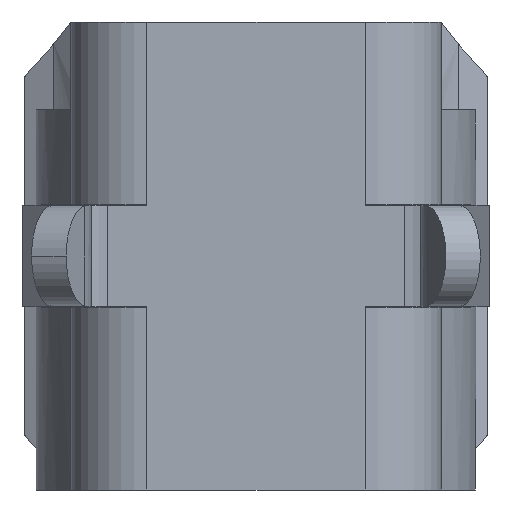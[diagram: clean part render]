
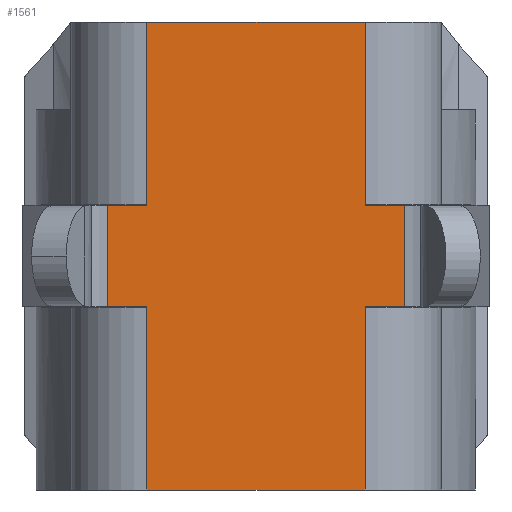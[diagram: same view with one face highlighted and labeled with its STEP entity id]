
A CAD part, front view. The second image highlights one B-rep face of the part: STEP entity #1561.
In plain terms, the highlighted planar face has unit normal (0, -1, 0).
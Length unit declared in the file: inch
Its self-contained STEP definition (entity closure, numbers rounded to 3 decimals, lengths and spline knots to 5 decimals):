
#5 = CARTESIAN_POINT ( 'NONE',  ( 0.046, 0., 0. ) ) ;
#50 = CARTESIAN_POINT ( 'NONE',  ( 0.046, 0., 0.12 ) ) ;
#75 = DIRECTION ( 'NONE',  ( 0., 0., -1. ) ) ;
#84 = VECTOR ( 'NONE', #3916, 39.37008 ) ;
#91 = VERTEX_POINT ( 'NONE', #2323 ) ;
#127 = CARTESIAN_POINT ( 'NONE',  ( 0.046, 0., 0.12 ) ) ;
#139 = LINE ( 'NONE', #3159, #3583 ) ;
#270 = LINE ( 'NONE', #1750, #2163 ) ;
#430 = DIRECTION ( 'NONE',  ( 0., 0., -1. ) ) ;
#446 = CARTESIAN_POINT ( 'NONE',  ( -0.046, 0., 0.16 ) ) ;
#450 = VERTEX_POINT ( 'NONE', #469 ) ;
#455 = CARTESIAN_POINT ( 'NONE',  ( -0.0625, 0., 0.0771 ) ) ;
#467 = EDGE_CURVE ( 'NONE', #4164, #2477, #2153, .T. ) ;
#469 = CARTESIAN_POINT ( 'NONE',  ( 0.046, 0., 0.1199 ) ) ;
#477 = ORIENTED_EDGE ( 'NONE', *, *, #1354, .F. ) ;
#546 = ORIENTED_EDGE ( 'NONE', *, *, #1091, .F. ) ;
#593 = EDGE_LOOP ( 'NONE', ( #2760, #650, #1382, #3964, #2260, #1201, #477, #2657, #2003, #2049, #2995, #546, #2775, #1463, #855, #1079 ) ) ;
#623 = DIRECTION ( 'NONE',  ( 0., 0., -1. ) ) ;
#650 = ORIENTED_EDGE ( 'NONE', *, *, #1013, .F. ) ;
#656 = DIRECTION ( 'NONE',  ( 0., 0., 1. ) ) ;
#660 = EDGE_CURVE ( 'NONE', #3354, #450, #270, .T. ) ;
#681 = VECTOR ( 'NONE', #75, 39.37008 ) ;
#690 = LINE ( 'NONE', #4171, #3247 ) ;
#735 = LINE ( 'NONE', #1822, #4022 ) ;
#776 = VECTOR ( 'NONE', #2342, 39.37008 ) ;
#837 = VERTEX_POINT ( 'NONE', #2530 ) ;
#855 = ORIENTED_EDGE ( 'NONE', *, *, #2963, .F. ) ;
#857 = CARTESIAN_POINT ( 'NONE',  ( 0.046, 0., 0.077 ) ) ;
#885 = VECTOR ( 'NONE', #430, 39.37008 ) ;
#908 = VERTEX_POINT ( 'NONE', #2826 ) ;
#941 = VECTOR ( 'NONE', #3740, 39.37008 ) ;
#946 = FACE_OUTER_BOUND ( 'NONE', #593, .T. ) ;
#953 = CARTESIAN_POINT ( 'NONE',  ( 0.046, 0., 0.16 ) ) ;
#963 = CARTESIAN_POINT ( 'NONE',  ( -0.046, 0., 0.12 ) ) ;
#1013 = EDGE_CURVE ( 'NONE', #1448, #3898, #1761, .T. ) ;
#1033 = VECTOR ( 'NONE', #656, 39.37008 ) ;
#1079 = ORIENTED_EDGE ( 'NONE', *, *, #467, .T. ) ;
#1091 = EDGE_CURVE ( 'NONE', #2721, #837, #1593, .T. ) ;
#1093 = DIRECTION ( 'NONE',  ( 0., 0., -1. ) ) ;
#1110 = CARTESIAN_POINT ( 'NONE',  ( 0.046, 0., 0.12 ) ) ;
#1201 = ORIENTED_EDGE ( 'NONE', *, *, #660, .T. ) ;
#1292 = EDGE_CURVE ( 'NONE', #3354, #91, #139, .T. ) ;
#1354 = EDGE_CURVE ( 'NONE', #3331, #450, #1676, .T. ) ;
#1382 = ORIENTED_EDGE ( 'NONE', *, *, #3477, .F. ) ;
#1440 = VERTEX_POINT ( 'NONE', #963 ) ;
#1448 = VERTEX_POINT ( 'NONE', #857 ) ;
#1463 = ORIENTED_EDGE ( 'NONE', *, *, #2844, .T. ) ;
#1545 = DIRECTION ( 'NONE',  ( 0., 0., -1. ) ) ;
#1561 = ADVANCED_FACE ( 'NONE', ( #946 ), #2006, .T. ) ;
#1569 = VERTEX_POINT ( 'NONE', #1935 ) ;
#1593 = LINE ( 'NONE', #3248, #941 ) ;
#1598 = VERTEX_POINT ( 'NONE', #3514 ) ;
#1676 = LINE ( 'NONE', #50, #681 ) ;
#1680 = VECTOR ( 'NONE', #3149, 39.37008 ) ;
#1682 = DIRECTION ( 'NONE',  ( 1., 0., 0. ) ) ;
#1692 = LINE ( 'NONE', #455, #1033 ) ;
#1719 = CARTESIAN_POINT ( 'NONE',  ( 0.046, 0., 0.0771 ) ) ;
#1750 = CARTESIAN_POINT ( 'NONE',  ( 0.0625, 0., 0.1199 ) ) ;
#1761 = LINE ( 'NONE', #2475, #776 ) ;
#1811 = EDGE_CURVE ( 'NONE', #837, #1440, #3368, .T. ) ;
#1822 = CARTESIAN_POINT ( 'NONE',  ( -0.046, 0., 0. ) ) ;
#1885 = VERTEX_POINT ( 'NONE', #1719 ) ;
#1886 = CARTESIAN_POINT ( 'NONE',  ( -0.0625, 0., 0.1199 ) ) ;
#1887 = LINE ( 'NONE', #3143, #2651 ) ;
#1924 = CARTESIAN_POINT ( 'NONE',  ( -0.046, 0., 0.16 ) ) ;
#1935 = CARTESIAN_POINT ( 'NONE',  ( 0.046, 0., 0.197 ) ) ;
#1976 = DIRECTION ( 'NONE',  ( 0., -1., 0. ) ) ;
#2003 = ORIENTED_EDGE ( 'NONE', *, *, #2971, .F. ) ;
#2006 = PLANE ( 'NONE',  #2288 ) ;
#2049 = ORIENTED_EDGE ( 'NONE', *, *, #2911, .T. ) ;
#2153 = LINE ( 'NONE', #446, #885 ) ;
#2163 = VECTOR ( 'NONE', #2295, 39.37008 ) ;
#2203 = LINE ( 'NONE', #2943, #2253 ) ;
#2253 = VECTOR ( 'NONE', #4086, 39.37008 ) ;
#2260 = ORIENTED_EDGE ( 'NONE', *, *, #1292, .F. ) ;
#2288 = AXIS2_PLACEMENT_3D ( 'NONE', #1924, #1976, #1682 ) ;
#2295 = DIRECTION ( 'NONE',  ( -1., 0., 0. ) ) ;
#2323 = CARTESIAN_POINT ( 'NONE',  ( 0.0625, 0., 0.0771 ) ) ;
#2333 = VECTOR ( 'NONE', #623, 39.37008 ) ;
#2342 = DIRECTION ( 'NONE',  ( 0., 0., -1. ) ) ;
#2475 = CARTESIAN_POINT ( 'NONE',  ( 0.046, 0., 0.16 ) ) ;
#2477 = VERTEX_POINT ( 'NONE', #2856 ) ;
#2480 = DIRECTION ( 'NONE',  ( -1., 0., 0. ) ) ;
#2530 = CARTESIAN_POINT ( 'NONE',  ( -0.046, 0., 0.1199 ) ) ;
#2532 = CARTESIAN_POINT ( 'NONE',  ( 0.0625, 0., 0.0771 ) ) ;
#2577 = DIRECTION ( 'NONE',  ( 1., 0., 0. ) ) ;
#2620 = CARTESIAN_POINT ( 'NONE',  ( -0.046, 0., 0.077 ) ) ;
#2648 = DIRECTION ( 'NONE',  ( 0., 0., 1. ) ) ;
#2651 = VECTOR ( 'NONE', #2577, 39.37008 ) ;
#2657 = ORIENTED_EDGE ( 'NONE', *, *, #3062, .F. ) ;
#2721 = VERTEX_POINT ( 'NONE', #1886 ) ;
#2726 = CARTESIAN_POINT ( 'NONE',  ( -0.046, 0., 0.16 ) ) ;
#2760 = ORIENTED_EDGE ( 'NONE', *, *, #4003, .F. ) ;
#2775 = ORIENTED_EDGE ( 'NONE', *, *, #2822, .F. ) ;
#2822 = EDGE_CURVE ( 'NONE', #3450, #2721, #1692, .T. ) ;
#2826 = CARTESIAN_POINT ( 'NONE',  ( -0.046, 0., 0.0771 ) ) ;
#2844 = EDGE_CURVE ( 'NONE', #3450, #908, #2203, .T. ) ;
#2856 = CARTESIAN_POINT ( 'NONE',  ( -0.046, 0., 0. ) ) ;
#2874 = LINE ( 'NONE', #953, #2333 ) ;
#2911 = EDGE_CURVE ( 'NONE', #1598, #1440, #690, .T. ) ;
#2943 = CARTESIAN_POINT ( 'NONE',  ( -0.0625, 0., 0.0771 ) ) ;
#2963 = EDGE_CURVE ( 'NONE', #4164, #908, #3626, .T. ) ;
#2971 = EDGE_CURVE ( 'NONE', #1598, #1569, #1887, .T. ) ;
#2995 = ORIENTED_EDGE ( 'NONE', *, *, #1811, .F. ) ;
#3062 = EDGE_CURVE ( 'NONE', #1569, #3331, #2874, .T. ) ;
#3143 = CARTESIAN_POINT ( 'NONE',  ( -0.046, 0., 0.197 ) ) ;
#3149 = DIRECTION ( 'NONE',  ( 0., 0., 1. ) ) ;
#3159 = CARTESIAN_POINT ( 'NONE',  ( 0.0625, 0., 0.1199 ) ) ;
#3225 = EDGE_CURVE ( 'NONE', #91, #1885, #3853, .T. ) ;
#3247 = VECTOR ( 'NONE', #1545, 39.37008 ) ;
#3248 = CARTESIAN_POINT ( 'NONE',  ( -0.0625, 0., 0.1199 ) ) ;
#3331 = VERTEX_POINT ( 'NONE', #127 ) ;
#3338 = VECTOR ( 'NONE', #2480, 39.37008 ) ;
#3354 = VERTEX_POINT ( 'NONE', #4027 ) ;
#3368 = LINE ( 'NONE', #2726, #3412 ) ;
#3412 = VECTOR ( 'NONE', #2648, 39.37008 ) ;
#3450 = VERTEX_POINT ( 'NONE', #4106 ) ;
#3477 = EDGE_CURVE ( 'NONE', #1885, #1448, #4083, .T. ) ;
#3514 = CARTESIAN_POINT ( 'NONE',  ( -0.046, 0., 0.197 ) ) ;
#3583 = VECTOR ( 'NONE', #1093, 39.37008 ) ;
#3626 = LINE ( 'NONE', #3779, #1680 ) ;
#3740 = DIRECTION ( 'NONE',  ( 1., 0., 0. ) ) ;
#3779 = CARTESIAN_POINT ( 'NONE',  ( -0.046, 0., 0.16 ) ) ;
#3853 = LINE ( 'NONE', #2532, #3338 ) ;
#3898 = VERTEX_POINT ( 'NONE', #5 ) ;
#3916 = DIRECTION ( 'NONE',  ( 0., 0., -1. ) ) ;
#3956 = DIRECTION ( 'NONE',  ( -1., 0., 0. ) ) ;
#3964 = ORIENTED_EDGE ( 'NONE', *, *, #3225, .F. ) ;
#4003 = EDGE_CURVE ( 'NONE', #3898, #2477, #735, .T. ) ;
#4022 = VECTOR ( 'NONE', #3956, 39.37008 ) ;
#4027 = CARTESIAN_POINT ( 'NONE',  ( 0.0625, 0., 0.1199 ) ) ;
#4083 = LINE ( 'NONE', #1110, #84 ) ;
#4086 = DIRECTION ( 'NONE',  ( 1., 0., 0. ) ) ;
#4106 = CARTESIAN_POINT ( 'NONE',  ( -0.0625, 0., 0.0771 ) ) ;
#4164 = VERTEX_POINT ( 'NONE', #2620 ) ;
#4171 = CARTESIAN_POINT ( 'NONE',  ( -0.046, 0., 0.16 ) ) ;
